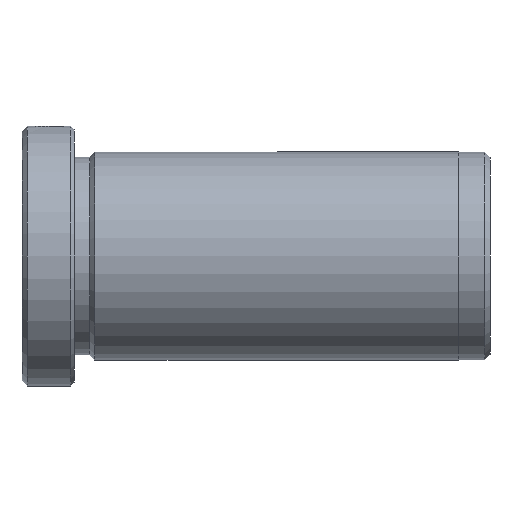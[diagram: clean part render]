
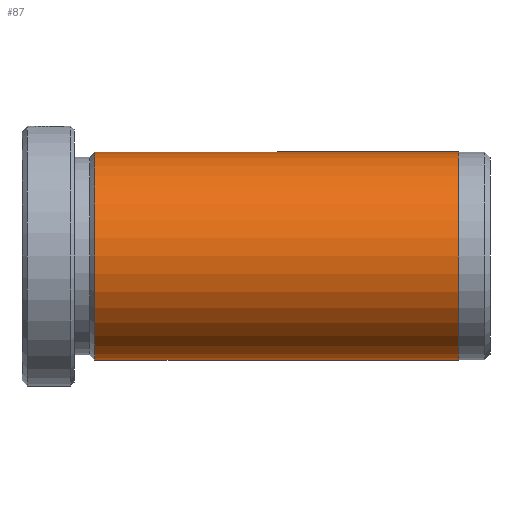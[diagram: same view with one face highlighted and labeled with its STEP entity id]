
A CAD part, left-side view. The second image highlights one B-rep face of the part: STEP entity #87.
In plain terms, the highlighted cylindrical face has radius 10 mm (diameter 20 mm), a partial arc.
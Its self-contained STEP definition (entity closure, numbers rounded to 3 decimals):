
#42 = CIRCLE ( 'NONE', #1338, 10. ) ;
#49 = EDGE_CURVE ( 'NONE', #1157, #1277, #589, .T. ) ;
#87 = ADVANCED_FACE ( 'NONE', ( #829 ), #788, .T. ) ;
#110 = DIRECTION ( 'NONE',  ( 0., 1., 0. ) ) ;
#127 = ORIENTED_EDGE ( 'NONE', *, *, #49, .F. ) ;
#273 = DIRECTION ( 'NONE',  ( 0., 1., 0. ) ) ;
#305 = CARTESIAN_POINT ( 'NONE',  ( 0., -42., 0. ) ) ;
#359 = EDGE_LOOP ( 'NONE', ( #127, #724, #1405, #377 ) ) ;
#377 = ORIENTED_EDGE ( 'NONE', *, *, #1774, .F. ) ;
#446 = DIRECTION ( 'NONE',  ( 0., 0., -1. ) ) ;
#494 = CARTESIAN_POINT ( 'NONE',  ( 0., 0., -10. ) ) ;
#589 = LINE ( 'NONE', #494, #1650 ) ;
#641 = DIRECTION ( 'NONE',  ( 0., 1., 0. ) ) ;
#683 = CARTESIAN_POINT ( 'NONE',  ( 0., -7., 10. ) ) ;
#724 = ORIENTED_EDGE ( 'NONE', *, *, #1182, .F. ) ;
#788 = CYLINDRICAL_SURFACE ( 'NONE', #860, 10. ) ;
#829 = FACE_OUTER_BOUND ( 'NONE', #359, .T. ) ;
#860 = AXIS2_PLACEMENT_3D ( 'NONE', #1219, #110, #1368 ) ;
#891 = CARTESIAN_POINT ( 'NONE',  ( 0., -7., -10. ) ) ;
#969 = CARTESIAN_POINT ( 'NONE',  ( 0., 0., 10. ) ) ;
#1049 = CIRCLE ( 'NONE', #1197, 10. ) ;
#1093 = EDGE_CURVE ( 'NONE', #1490, #1514, #1234, .T. ) ;
#1157 = VERTEX_POINT ( 'NONE', #1729 ) ;
#1182 = EDGE_CURVE ( 'NONE', #1490, #1157, #42, .T. ) ;
#1197 = AXIS2_PLACEMENT_3D ( 'NONE', #1511, #641, #1655 ) ;
#1219 = CARTESIAN_POINT ( 'NONE',  ( 0., 0., 0. ) ) ;
#1234 = LINE ( 'NONE', #969, #1536 ) ;
#1277 = VERTEX_POINT ( 'NONE', #891 ) ;
#1297 = DIRECTION ( 'NONE',  ( 0., -1., 0. ) ) ;
#1338 = AXIS2_PLACEMENT_3D ( 'NONE', #305, #1297, #446 ) ;
#1368 = DIRECTION ( 'NONE',  ( 0., 0., 1. ) ) ;
#1405 = ORIENTED_EDGE ( 'NONE', *, *, #1093, .T. ) ;
#1490 = VERTEX_POINT ( 'NONE', #1664 ) ;
#1511 = CARTESIAN_POINT ( 'NONE',  ( 0., -7., 0. ) ) ;
#1514 = VERTEX_POINT ( 'NONE', #683 ) ;
#1536 = VECTOR ( 'NONE', #273, 1000. ) ;
#1650 = VECTOR ( 'NONE', #1795, 1000. ) ;
#1655 = DIRECTION ( 'NONE',  ( 0., 0., 1. ) ) ;
#1664 = CARTESIAN_POINT ( 'NONE',  ( 0., -42., 10. ) ) ;
#1729 = CARTESIAN_POINT ( 'NONE',  ( 0., -42., -10. ) ) ;
#1774 = EDGE_CURVE ( 'NONE', #1277, #1514, #1049, .T. ) ;
#1795 = DIRECTION ( 'NONE',  ( 0., 1., 0. ) ) ;
